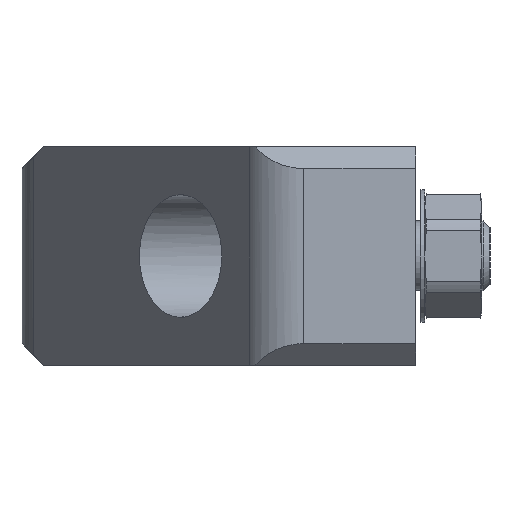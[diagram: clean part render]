
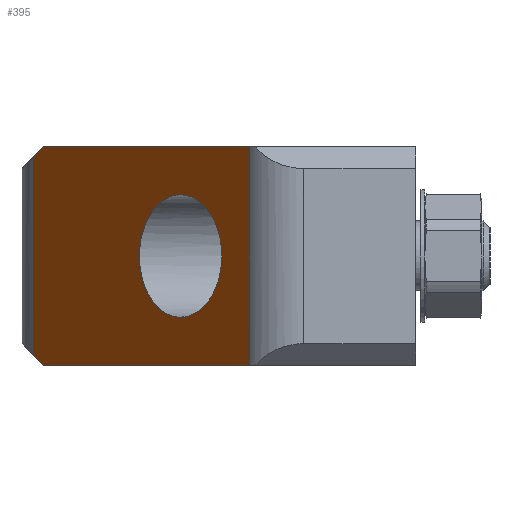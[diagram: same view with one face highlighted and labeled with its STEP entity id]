
A CAD part, left-side view. The second image highlights one B-rep face of the part: STEP entity #395.
In plain terms, the highlighted planar face has unit normal (-0.557, 0.83, 0).
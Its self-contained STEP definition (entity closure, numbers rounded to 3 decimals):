
#395 = ADVANCED_FACE( '', ( #839, #840 ), #841, .T. );
#839 = FACE_BOUND( '', #1311, .T. );
#840 = FACE_OUTER_BOUND( '', #1312, .T. );
#841 = PLANE( '', #1313 );
#1311 = EDGE_LOOP( '', ( #2416 ) );
#1312 = EDGE_LOOP( '', ( #2417, #2418, #2419, #2420, #2421, #2422, #2423, #2424, #2425, #2426 ) );
#1313 = AXIS2_PLACEMENT_3D( '', #2427, #2428, #2429 );
#2416 = ORIENTED_EDGE( '', *, *, #2776, .T. );
#2417 = ORIENTED_EDGE( '', *, *, #3089, .F. );
#2418 = ORIENTED_EDGE( '', *, *, #3109, .T. );
#2419 = ORIENTED_EDGE( '', *, *, #3178, .T. );
#2420 = ORIENTED_EDGE( '', *, *, #2815, .T. );
#2421 = ORIENTED_EDGE( '', *, *, #3144, .T. );
#2422 = ORIENTED_EDGE( '', *, *, #2911, .T. );
#2423 = ORIENTED_EDGE( '', *, *, #3010, .T. );
#2424 = ORIENTED_EDGE( '', *, *, #2979, .T. );
#2425 = ORIENTED_EDGE( '', *, *, #3176, .F. );
#2426 = ORIENTED_EDGE( '', *, *, #3119, .F. );
#2427 = CARTESIAN_POINT( '', ( 3.32, 19.019, 140. ) );
#2428 = DIRECTION( '', ( -0.557, 0.83, 0. ) );
#2429 = DIRECTION( '', ( -0.83, -0.557, 0. ) );
#2776 = EDGE_CURVE( '', #3329, #3329, #3330, .F. );
#2815 = EDGE_CURVE( '', #3385, #3393, #3395, .T. );
#2911 = EDGE_CURVE( '', #3548, #3558, #3560, .T. );
#2979 = EDGE_CURVE( '', #3660, #3658, #3661, .T. );
#3010 = EDGE_CURVE( '', #3558, #3660, #3707, .T. );
#3089 = EDGE_CURVE( '', #3815, #3817, #3818, .T. );
#3109 = EDGE_CURVE( '', #3815, #3842, #3844, .T. );
#3119 = EDGE_CURVE( '', #3817, #3848, #3858, .T. );
#3144 = EDGE_CURVE( '', #3393, #3548, #3889, .T. );
#3176 = EDGE_CURVE( '', #3848, #3658, #3925, .T. );
#3178 = EDGE_CURVE( '', #3842, #3385, #3927, .T. );
#3329 = VERTEX_POINT( '', #4172 );
#3330 = ELLIPSE( '', #4173, 8.431, 7. );
#3385 = VERTEX_POINT( '', #4238 );
#3393 = VERTEX_POINT( '', #4249 );
#3395 = LINE( '', #4251, #4252 );
#3548 = VERTEX_POINT( '', #4551 );
#3558 = VERTEX_POINT( '', #4564 );
#3560 = LINE( '', #4567, #4568 );
#3658 = VERTEX_POINT( '', #4724 );
#3660 = VERTEX_POINT( '', #4727 );
#3661 = LINE( '', #4728, #4729 );
#3707 = LINE( '', #4794, #4795 );
#3815 = VERTEX_POINT( '', #4958 );
#3817 = VERTEX_POINT( '', #4961 );
#3818 = LINE( '', #4962, #4963 );
#3842 = VERTEX_POINT( '', #4999 );
#3844 = LINE( '', #5002, #5003 );
#3848 = VERTEX_POINT( '', #5008 );
#3858 = LINE( '', #5019, #5020 );
#3889 = LINE( '', #5073, #5074 );
#3925 = LINE( '', #5129, #5130 );
#3927 = LINE( '', #5132, #5133 );
#4172 = CARTESIAN_POINT( '', ( 8., 22.16, 0. ) );
#4173 = AXIS2_PLACEMENT_3D( '', #5270, #5271, #5272 );
#4238 = CARTESIAN_POINT( '', ( 38.304, 42.499, 12.499 ) );
#4249 = CARTESIAN_POINT( '', ( 40.104, 43.707, 11.291 ) );
#4251 = CARTESIAN_POINT( '', ( -33.407, -5.632, 60.63 ) );
#4252 = VECTOR( '', #5337, 1000. );
#4551 = CARTESIAN_POINT( '', ( 40.104, 43.707, -11.291 ) );
#4564 = CARTESIAN_POINT( '', ( 38.304, 42.499, -12.499 ) );
#4567 = CARTESIAN_POINT( '', ( 65.454, 60.722, 5.724 ) );
#4568 = VECTOR( '', #5435, 1000. );
#4724 = CARTESIAN_POINT( '', ( 24.151, 33., -12.501 ) );
#4727 = CARTESIAN_POINT( '', ( 24.151, 33., -12.499 ) );
#4728 = CARTESIAN_POINT( '', ( 24.151, 33., 140. ) );
#4729 = VECTOR( '', #5514, 1000. );
#4794 = CARTESIAN_POINT( '', ( 3.32, 19.019, -12.499 ) );
#4795 = VECTOR( '', #5546, 1000. );
#4958 = CARTESIAN_POINT( '', ( 24.151, 33., 12.501 ) );
#4961 = CARTESIAN_POINT( '', ( 3.32, 19.019, 12.501 ) );
#4962 = CARTESIAN_POINT( '', ( 37.613, 42.035, 12.501 ) );
#4963 = VECTOR( '', #5618, 1000. );
#4999 = CARTESIAN_POINT( '', ( 24.151, 33., 12.499 ) );
#5002 = CARTESIAN_POINT( '', ( 24.151, 33., 140. ) );
#5003 = VECTOR( '', #5635, 1000. );
#5008 = CARTESIAN_POINT( '', ( 3.32, 19.019, -12.501 ) );
#5019 = CARTESIAN_POINT( '', ( 3.32, 19.019, 140. ) );
#5020 = VECTOR( '', #5653, 1000. );
#5073 = CARTESIAN_POINT( '', ( 40.104, 43.707, 140. ) );
#5074 = VECTOR( '', #5676, 1000. );
#5129 = CARTESIAN_POINT( '', ( 48.257, 49.179, -12.501 ) );
#5130 = VECTOR( '', #5700, 1000. );
#5132 = CARTESIAN_POINT( '', ( 3.32, 19.019, 12.499 ) );
#5133 = VECTOR( '', #5701, 1000. );
#5270 = CARTESIAN_POINT( '', ( 15., 26.858, 0. ) );
#5271 = DIRECTION( '', ( -0.557, 0.83, 0. ) );
#5272 = DIRECTION( '', ( -0.83, -0.557, 0. ) );
#5337 = DIRECTION( '', ( 0.725, 0.487, -0.487 ) );
#5435 = DIRECTION( '', ( -0.725, -0.487, -0.487 ) );
#5514 = DIRECTION( '', ( 0., 0., -1. ) );
#5546 = DIRECTION( '', ( -0.83, -0.557, 0. ) );
#5618 = DIRECTION( '', ( -0.83, -0.557, 0. ) );
#5635 = DIRECTION( '', ( 0., 0., -1. ) );
#5653 = DIRECTION( '', ( 0., 0., -1. ) );
#5676 = DIRECTION( '', ( 0., 0., -1. ) );
#5700 = DIRECTION( '', ( 0.83, 0.557, 0. ) );
#5701 = DIRECTION( '', ( 0.83, 0.557, 0. ) );
